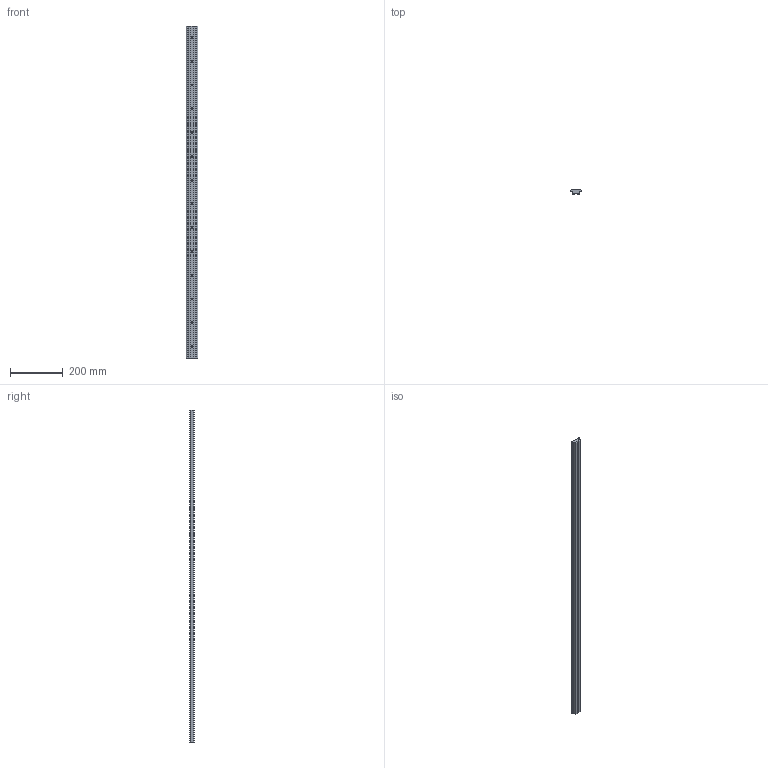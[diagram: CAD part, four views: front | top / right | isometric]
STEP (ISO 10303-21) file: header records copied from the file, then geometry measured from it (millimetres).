
FILE_DESCRIPTION (( 'STEP AP203' ), '1' );
FILE_NAME ('LVR-44-1256.step', '2024-05-13T17:20:34', ( '' ), ( '' ), 'SwSTEP 2.0', 'SolidWorks 2023', '' );
FILE_SCHEMA (( 'CONFIG_CONTROL_DESIGN' ));
Length unit declared in the file: inch
Products named in the file (1): LVR-44-1256
Bounding box: 44.41 x 15.91 x 1256 mm (x, y, z)
Volume: 554795.3 mm3; surface area: 157305.2 mm2
Topology: 1 solids, 1 shells, 98 faces, 246 edges, 164 vertices
Faces by surface type: cylinder 66, plane 32
Entity records: 3137 total; most frequent: DIRECTION 576, CARTESIAN_POINT 509, ORIENTED_EDGE 492, EDGE_CURVE 246, AXIS2_PLACEMENT_3D 231, VERTEX_POINT 164, EDGE_LOOP 140, CIRCLE 132
